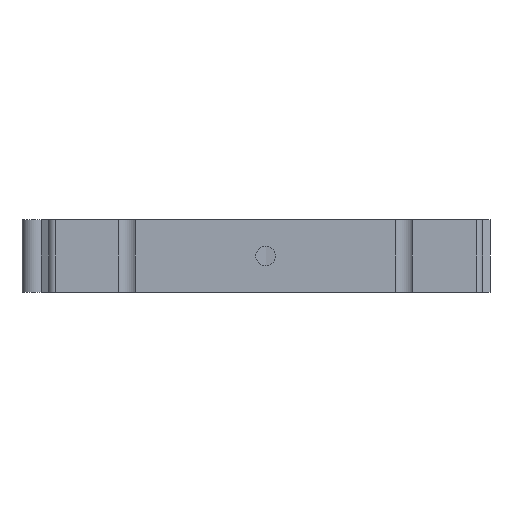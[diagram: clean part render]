
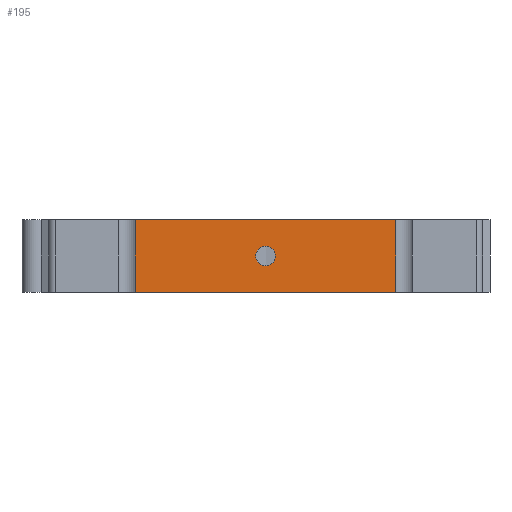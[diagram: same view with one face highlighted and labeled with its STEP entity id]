
A CAD part, front view. The second image highlights one B-rep face of the part: STEP entity #195.
In plain terms, the highlighted planar face has unit normal (0, -1, 0).
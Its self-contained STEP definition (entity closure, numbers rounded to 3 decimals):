
#195 = ADVANCED_FACE( '', ( #458, #459 ), #460, .F. );
#458 = FACE_BOUND( '', #787, .T. );
#459 = FACE_OUTER_BOUND( '', #788, .T. );
#460 = PLANE( '', #789 );
#787 = EDGE_LOOP( '', ( #1288 ) );
#788 = EDGE_LOOP( '', ( #1289, #1290, #1291, #1292 ) );
#789 = AXIS2_PLACEMENT_3D( '', #1293, #1294, #1295 );
#1288 = ORIENTED_EDGE( '', *, *, #2110, .F. );
#1289 = ORIENTED_EDGE( '', *, *, #2176, .T. );
#1290 = ORIENTED_EDGE( '', *, *, #2170, .F. );
#1291 = ORIENTED_EDGE( '', *, *, #2177, .F. );
#1292 = ORIENTED_EDGE( '', *, *, #2178, .T. );
#1293 = CARTESIAN_POINT( '', ( -56.267, -110., 15.75 ) );
#1294 = DIRECTION( '', ( 0., 1., 0. ) );
#1295 = DIRECTION( '', ( -1., 0., 0. ) );
#2110 = EDGE_CURVE( '', #2581, #2581, #2582, .T. );
#2170 = EDGE_CURVE( '', #2678, #2676, #2680, .T. );
#2176 = EDGE_CURVE( '', #2688, #2676, #2689, .T. );
#2177 = EDGE_CURVE( '', #2690, #2678, #2691, .T. );
#2178 = EDGE_CURVE( '', #2690, #2688, #2692, .T. );
#2581 = VERTEX_POINT( '', #3359 );
#2582 = CIRCLE( '', #3360, 4.25 );
#2676 = VERTEX_POINT( '', #3479 );
#2678 = VERTEX_POINT( '', #3481 );
#2680 = LINE( '', #3483, #3484 );
#2688 = VERTEX_POINT( '', #3495 );
#2689 = LINE( '', #3496, #3497 );
#2690 = VERTEX_POINT( '', #3498 );
#2691 = LINE( '', #3499, #3500 );
#2692 = LINE( '', #3501, #3502 );
#3359 = CARTESIAN_POINT( '', ( 0., -110., -4.25 ) );
#3360 = AXIS2_PLACEMENT_3D( '', #4117, #4118, #4119 );
#3479 = CARTESIAN_POINT( '', ( 56.267, -110., -15.75 ) );
#3481 = CARTESIAN_POINT( '', ( 56.267, -110., 15.75 ) );
#3483 = CARTESIAN_POINT( '', ( 56.267, -110., 15.75 ) );
#3484 = VECTOR( '', #4211, 1000. );
#3495 = CARTESIAN_POINT( '', ( -56.267, -110., -15.75 ) );
#3496 = CARTESIAN_POINT( '', ( -56.267, -110., -15.75 ) );
#3497 = VECTOR( '', #4215, 1000. );
#3498 = CARTESIAN_POINT( '', ( -56.267, -110., 15.75 ) );
#3499 = CARTESIAN_POINT( '', ( -56.267, -110., 15.75 ) );
#3500 = VECTOR( '', #4216, 1000. );
#3501 = CARTESIAN_POINT( '', ( -56.267, -110., 15.75 ) );
#3502 = VECTOR( '', #4217, 1000. );
#4117 = CARTESIAN_POINT( '', ( 0., -110., 0. ) );
#4118 = DIRECTION( '', ( 0., -1., 0. ) );
#4119 = DIRECTION( '', ( 0., 0., -1. ) );
#4211 = DIRECTION( '', ( 0., 0., -1. ) );
#4215 = DIRECTION( '', ( 1., 0., 0. ) );
#4216 = DIRECTION( '', ( 1., 0., 0. ) );
#4217 = DIRECTION( '', ( 0., 0., -1. ) );
